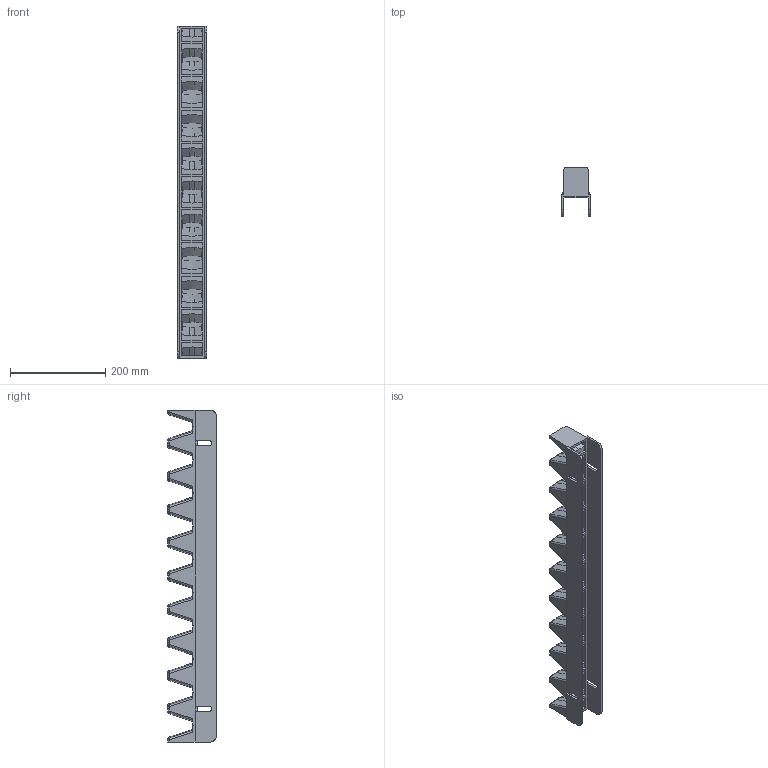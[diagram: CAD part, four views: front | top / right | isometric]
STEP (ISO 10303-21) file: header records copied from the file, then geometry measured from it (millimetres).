
FILE_DESCRIPTION(('CATIA V5 STEP Exchange','CAx-IF Rec.Pracs.--- Model Styling and Organization---1.5--- 2016-08-15','CAx-IF Rec.Pracs.---Supplemental Geometry---1.0---2011-11-01','CAx-IF Rec.Pracs.--- Composite Materials ---1.1---2010-07-15'),'2;1');
FILE_NAME('DE1198-B SEPARATOR DUNNAGE.stp','2025-02-10T19:54:31+00:00',('none'),('none'),'CATIA Version 5-6 Release 2022 SP3','CATIA V5 STEP AP214 Edition 3 v2','none');
FILE_SCHEMA(('AUTOMOTIVE_DESIGN { 1 0 10303 214 3 1 1 1 }'));
Length unit declared in the file: inch
Products named in the file (1): DE1198-B SEPARATOR DUNNAGE
Bounding box: 61.91 x 101.6 x 698.5 mm (x, y, z)
Volume: 826622 mm3; surface area: 355269.4 mm2
Topology: 1 solids, 1 shells, 521 faces, 1472 edges, 916 vertices
Faces by surface type: plane 289, cylinder 172, sphere 40, bspline 20
Entity records: 16061 total; most frequent: CARTESIAN_POINT 4479, ORIENTED_EDGE 2864, DIRECTION 1648, EDGE_CURVE 1432, VERTEX_POINT 916, VECTOR 857, LINE 857, EDGE_LOOP 532
